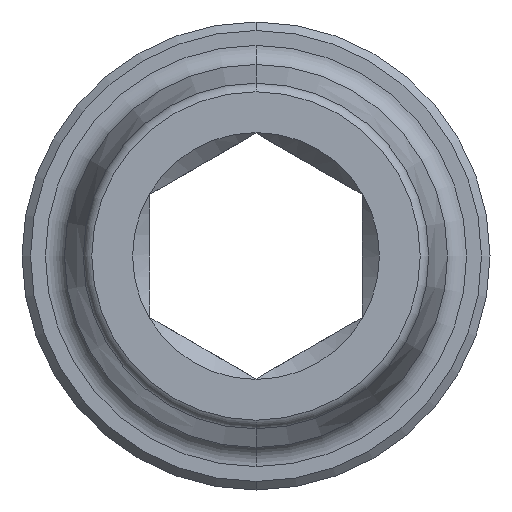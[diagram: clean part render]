
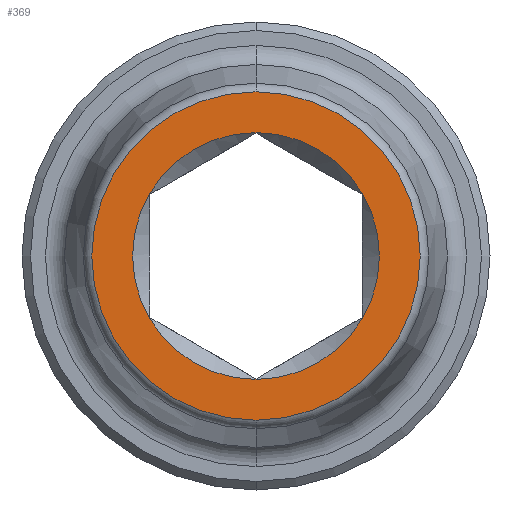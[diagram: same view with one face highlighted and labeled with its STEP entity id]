
A CAD part, front view. The second image highlights one B-rep face of the part: STEP entity #369.
In plain terms, the highlighted planar face has unit normal (0, -1, 0).
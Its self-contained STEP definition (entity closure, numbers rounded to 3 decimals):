
#44 = CIRCLE ( 'NONE', #82, 2.9 ) ;
#82 = AXIS2_PLACEMENT_3D ( 'NONE', #878, #867, #869 ) ;
#92 = AXIS2_PLACEMENT_3D ( 'NONE', #935, #908, #910 ) ;
#95 = CIRCLE ( 'NONE', #92, 2.9 ) ;
#107 = CIRCLE ( 'NONE', #134, 3.859 ) ;
#130 = AXIS2_PLACEMENT_3D ( 'NONE', #1192, #1224, #1225 ) ;
#134 = AXIS2_PLACEMENT_3D ( 'NONE', #1112, #1123, #1113 ) ;
#189 = AXIS2_PLACEMENT_3D ( 'NONE', #1393, #1384, #1394 ) ;
#193 = CIRCLE ( 'NONE', #189, 3.859 ) ;
#306 = EDGE_CURVE ( 'NONE', #752, #730, #44, .T. ) ;
#315 = EDGE_CURVE ( 'NONE', #730, #752, #95, .T. ) ;
#347 = EDGE_CURVE ( 'NONE', #728, #705, #107, .T. ) ;
#369 = ADVANCED_FACE ( 'NONE', ( #1188, #1207 ), #1202, .T. ) ;
#410 = EDGE_CURVE ( 'NONE', #705, #728, #193, .T. ) ;
#451 = EDGE_LOOP ( 'NONE', ( #667, #698 ) ) ;
#506 = EDGE_LOOP ( 'NONE', ( #722, #622 ) ) ;
#622 = ORIENTED_EDGE ( 'NONE', *, *, #315, .T. ) ;
#667 = ORIENTED_EDGE ( 'NONE', *, *, #410, .F. ) ;
#698 = ORIENTED_EDGE ( 'NONE', *, *, #347, .F. ) ;
#705 = VERTEX_POINT ( 'NONE', #1502 ) ;
#722 = ORIENTED_EDGE ( 'NONE', *, *, #306, .T. ) ;
#728 = VERTEX_POINT ( 'NONE', #1491 ) ;
#730 = VERTEX_POINT ( 'NONE', #1497 ) ;
#752 = VERTEX_POINT ( 'NONE', #1505 ) ;
#867 = DIRECTION ( 'NONE',  ( 0., 1., 0. ) ) ;
#869 = DIRECTION ( 'NONE',  ( 0., 0., 1. ) ) ;
#878 = CARTESIAN_POINT ( 'NONE',  ( 0., -16.968, 0. ) ) ;
#908 = DIRECTION ( 'NONE',  ( 0., 1., 0. ) ) ;
#910 = DIRECTION ( 'NONE',  ( 0., 0., 1. ) ) ;
#935 = CARTESIAN_POINT ( 'NONE',  ( 0., -16.968, 0. ) ) ;
#1112 = CARTESIAN_POINT ( 'NONE',  ( 0., -16.968, 0. ) ) ;
#1113 = DIRECTION ( 'NONE',  ( 0., 0., 1. ) ) ;
#1123 = DIRECTION ( 'NONE',  ( 0., 1., 0. ) ) ;
#1188 = FACE_BOUND ( 'NONE', #506, .T. ) ;
#1192 = CARTESIAN_POINT ( 'NONE',  ( -3.859, -16.968, 0. ) ) ;
#1202 = PLANE ( 'NONE',  #130 ) ;
#1207 = FACE_OUTER_BOUND ( 'NONE', #451, .T. ) ;
#1224 = DIRECTION ( 'NONE',  ( 0., -1., 0. ) ) ;
#1225 = DIRECTION ( 'NONE',  ( 0., 0., -1. ) ) ;
#1384 = DIRECTION ( 'NONE',  ( 0., 1., 0. ) ) ;
#1393 = CARTESIAN_POINT ( 'NONE',  ( 0., -16.968, 0. ) ) ;
#1394 = DIRECTION ( 'NONE',  ( 0., 0., 1. ) ) ;
#1491 = CARTESIAN_POINT ( 'NONE',  ( 0., -16.968, -3.859 ) ) ;
#1497 = CARTESIAN_POINT ( 'NONE',  ( 0., -16.968, 2.9 ) ) ;
#1502 = CARTESIAN_POINT ( 'NONE',  ( 0., -16.968, 3.859 ) ) ;
#1505 = CARTESIAN_POINT ( 'NONE',  ( 0., -16.968, -2.9 ) ) ;
